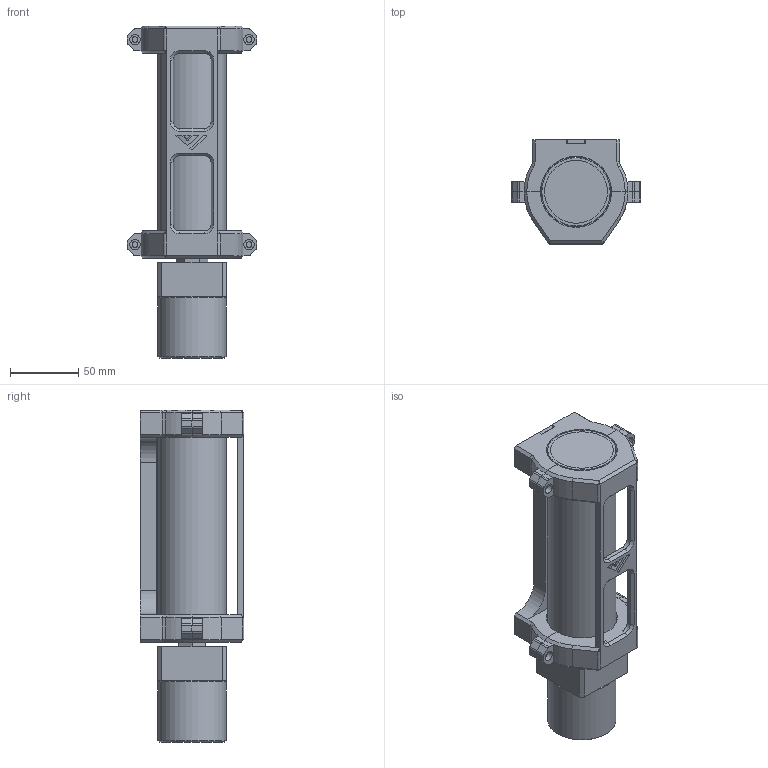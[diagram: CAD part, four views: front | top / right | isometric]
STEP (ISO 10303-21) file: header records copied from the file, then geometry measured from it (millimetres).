
FILE_DESCRIPTION(/* description */ (''),/* implementation_level */ '2;1');
FILE_NAME(/* name */ 'water pump mount..step',/* time_stamp */ '2023-06-21T15:12:38-04:00',/* author */ (''),/* organization */ (''),/* preprocessor_version */ 'ST-DEVELOPER v19.2',/* originating_system */ 'Autodesk Translation Framework v12.6.0.85',/* authorisation */ '');
FILE_SCHEMA (('AUTOMOTIVE_DESIGN { 1 0 10303 214 3 1 1 }'));
Length unit declared in the file: millimetre
Products named in the file (7): water pump mount; Pump-reservoir; joiner; Mount; Front clamp; Back mount; LED
Assembly tree (6 placements, depth 3):
  water pump mount
    Pump-reservoir
      joiner
    Mount
      Front clamp
      Back mount
    LED
Bounding box: 94.5 x 76 x 243 mm (x, y, z)
Volume: 574760.5 mm3; surface area: 169166.5 mm2
Topology: 10 solids, 10 shells, 379 faces, 952 edges, 602 vertices
Faces by surface type: plane 214, cylinder 111, cone 42, torus 12
Full cylindrical faces by diameter (mm): 4 x4, 4.3 x8, 4.5 x4, 7.5 x8, 20 x1, 46 x4, 50 x2
Entity records: 11717 total; most frequent: CARTESIAN_POINT 2107, DIRECTION 2022, ORIENTED_EDGE 1888, EDGE_CURVE 944, AXIS2_PLACEMENT_3D 693, LINE 636, VECTOR 636, VERTEX_POINT 602
